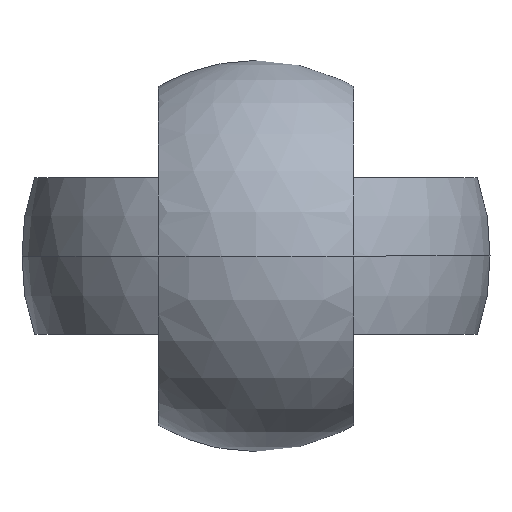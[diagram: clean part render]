
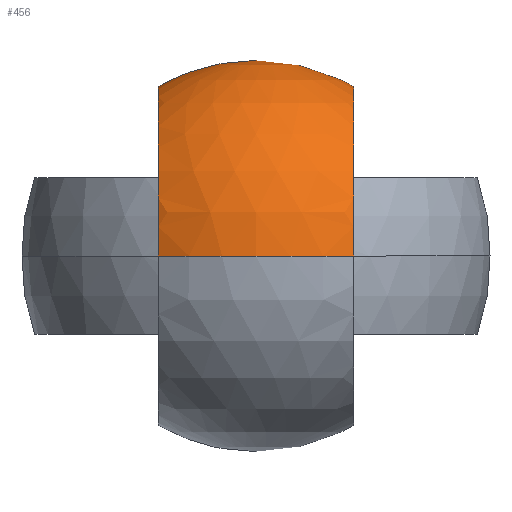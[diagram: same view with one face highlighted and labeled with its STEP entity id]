
A CAD part, left-side view. The second image highlights one B-rep face of the part: STEP entity #456.
In plain terms, the highlighted spherical face has radius 5 mm.
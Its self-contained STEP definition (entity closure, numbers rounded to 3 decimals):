
#9 = DIRECTION ( 'NONE',  ( -1., 0., 0. ) ) ;
#15 = VERTEX_POINT ( 'NONE', #512 ) ;
#17 = DIRECTION ( 'NONE',  ( -1., 0., 0. ) ) ;
#20 = EDGE_CURVE ( 'NONE', #309, #346, #367, .T. ) ;
#34 = CARTESIAN_POINT ( 'NONE',  ( -13.51, 2.5, 0. ) ) ;
#47 = ORIENTED_EDGE ( 'NONE', *, *, #250, .T. ) ;
#49 = CIRCLE ( 'NONE', #148, 5. ) ;
#71 = CIRCLE ( 'NONE', #83, 4.33 ) ;
#78 = EDGE_CURVE ( 'NONE', #346, #15, #167, .T. ) ;
#82 = CARTESIAN_POINT ( 'NONE',  ( -13.51, 0., 0. ) ) ;
#83 = AXIS2_PLACEMENT_3D ( 'NONE', #155, #84, #113 ) ;
#84 = DIRECTION ( 'NONE',  ( 0., -1., 0. ) ) ;
#95 = ORIENTED_EDGE ( 'NONE', *, *, #213, .F. ) ;
#96 = FACE_OUTER_BOUND ( 'NONE', #256, .T. ) ;
#104 = DIRECTION ( 'NONE',  ( 0., -1., 0. ) ) ;
#105 = DIRECTION ( 'NONE',  ( 1., 0., 0. ) ) ;
#109 = DIRECTION ( 'NONE',  ( 0., 1., 0. ) ) ;
#113 = DIRECTION ( 'NONE',  ( -1., 0., 0. ) ) ;
#121 = AXIS2_PLACEMENT_3D ( 'NONE', #384, #137, #306 ) ;
#125 = VERTEX_POINT ( 'NONE', #185 ) ;
#137 = DIRECTION ( 'NONE',  ( 0., 0., 1. ) ) ;
#148 = AXIS2_PLACEMENT_3D ( 'NONE', #310, #462, #104 ) ;
#155 = CARTESIAN_POINT ( 'NONE',  ( -13.51, -2.5, 0. ) ) ;
#159 = CIRCLE ( 'NONE', #300, 4.33 ) ;
#160 = CARTESIAN_POINT ( 'NONE',  ( -8.928, 2., 0. ) ) ;
#164 = AXIS2_PLACEMENT_3D ( 'NONE', #269, #219, #9 ) ;
#167 = CIRCLE ( 'NONE', #221, 2. ) ;
#168 = VERTEX_POINT ( 'NONE', #244 ) ;
#185 = CARTESIAN_POINT ( 'NONE',  ( -17.84, 2.5, 0. ) ) ;
#196 = CIRCLE ( 'NONE', #164, 5. ) ;
#202 = DIRECTION ( 'NONE',  ( 0., -1., 0. ) ) ;
#213 = EDGE_CURVE ( 'NONE', #220, #345, #71, .T. ) ;
#218 = ORIENTED_EDGE ( 'NONE', *, *, #78, .F. ) ;
#219 = DIRECTION ( 'NONE',  ( 0., 0., -1. ) ) ;
#220 = VERTEX_POINT ( 'NONE', #398 ) ;
#221 = AXIS2_PLACEMENT_3D ( 'NONE', #267, #105, #109 ) ;
#244 = CARTESIAN_POINT ( 'NONE',  ( -18.51, 0., 0. ) ) ;
#250 = EDGE_CURVE ( 'NONE', #309, #125, #159, .T. ) ;
#251 = DIRECTION ( 'NONE',  ( 0., -1., 0. ) ) ;
#256 = EDGE_LOOP ( 'NONE', ( #510, #383, #95, #434, #218, #418, #47 ) ) ;
#267 = CARTESIAN_POINT ( 'NONE',  ( -8.928, 0., 0. ) ) ;
#269 = CARTESIAN_POINT ( 'NONE',  ( -13.51, 0., 0. ) ) ;
#275 = AXIS2_PLACEMENT_3D ( 'NONE', #381, #390, #17 ) ;
#300 = AXIS2_PLACEMENT_3D ( 'NONE', #34, #251, #408 ) ;
#306 = DIRECTION ( 'NONE',  ( 0., 1., 0. ) ) ;
#309 = VERTEX_POINT ( 'NONE', #486 ) ;
#310 = CARTESIAN_POINT ( 'NONE',  ( -13.51, 0., 0. ) ) ;
#321 = DIRECTION ( 'NONE',  ( 0., 0., 1. ) ) ;
#325 = CIRCLE ( 'NONE', #458, 5. ) ;
#339 = SPHERICAL_SURFACE ( 'NONE', #121, 5. ) ;
#345 = VERTEX_POINT ( 'NONE', #359 ) ;
#346 = VERTEX_POINT ( 'NONE', #160 ) ;
#359 = CARTESIAN_POINT ( 'NONE',  ( -17.84, -2.5, 0. ) ) ;
#367 = CIRCLE ( 'NONE', #275, 5. ) ;
#370 = EDGE_CURVE ( 'NONE', #220, #15, #325, .T. ) ;
#381 = CARTESIAN_POINT ( 'NONE',  ( -13.51, 0., 0. ) ) ;
#383 = ORIENTED_EDGE ( 'NONE', *, *, #494, .T. ) ;
#384 = CARTESIAN_POINT ( 'NONE',  ( -13.51, 0., 0. ) ) ;
#390 = DIRECTION ( 'NONE',  ( 0., 0., -1. ) ) ;
#398 = CARTESIAN_POINT ( 'NONE',  ( -9.18, -2.5, 0. ) ) ;
#408 = DIRECTION ( 'NONE',  ( -1., 0., 0. ) ) ;
#418 = ORIENTED_EDGE ( 'NONE', *, *, #20, .F. ) ;
#434 = ORIENTED_EDGE ( 'NONE', *, *, #370, .T. ) ;
#456 = ADVANCED_FACE ( 'NONE', ( #96 ), #339, .T. ) ;
#458 = AXIS2_PLACEMENT_3D ( 'NONE', #82, #321, #202 ) ;
#462 = DIRECTION ( 'NONE',  ( 0., 0., 1. ) ) ;
#486 = CARTESIAN_POINT ( 'NONE',  ( -9.18, 2.5, 0. ) ) ;
#494 = EDGE_CURVE ( 'NONE', #168, #345, #49, .T. ) ;
#505 = EDGE_CURVE ( 'NONE', #168, #125, #196, .T. ) ;
#510 = ORIENTED_EDGE ( 'NONE', *, *, #505, .F. ) ;
#512 = CARTESIAN_POINT ( 'NONE',  ( -8.928, -2., 0. ) ) ;
